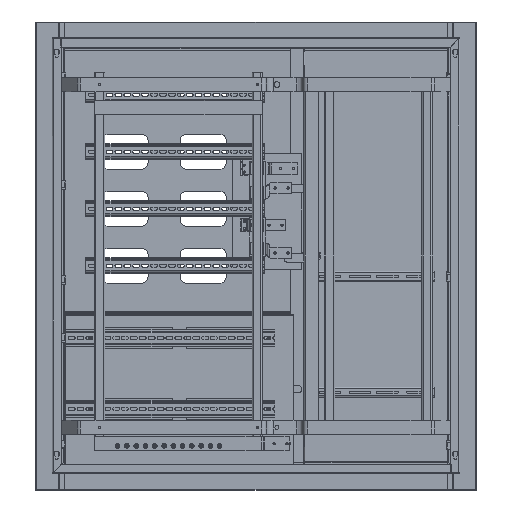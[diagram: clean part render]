
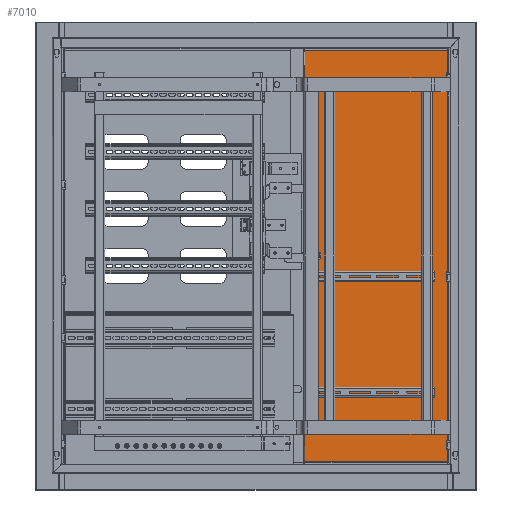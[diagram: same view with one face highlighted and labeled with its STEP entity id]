
A CAD part, left-side view. The second image highlights one B-rep face of the part: STEP entity #7010.
In plain terms, the highlighted face is planar.
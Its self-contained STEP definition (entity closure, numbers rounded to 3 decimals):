
#354 = CARTESIAN_POINT ( 'NONE',  ( -139., 455.149, -1. ) ) ;
#501 = EDGE_LOOP ( 'NONE', ( #39357, #14005, #9187, #35900 ) ) ;
#3034 = CARTESIAN_POINT ( 'NONE',  ( -161.7, 900.7, -1. ) ) ;
#3593 = DIRECTION ( 'NONE',  ( 0., 1., 0. ) ) ;
#3698 = LINE ( 'NONE', #70684, #12016 ) ;
#4010 = EDGE_CURVE ( 'NONE', #42335, #29621, #20652, .T. ) ;
#4476 = VECTOR ( 'NONE', #52648, 1000. ) ;
#6170 = ORIENTED_EDGE ( 'NONE', *, *, #70308, .T. ) ;
#7010 = ADVANCED_FACE ( 'NONE', ( #57433, #28117 ), #64785, .F. ) ;
#9187 = ORIENTED_EDGE ( 'NONE', *, *, #36767, .F. ) ;
#9234 = CARTESIAN_POINT ( 'NONE',  ( -130.5, 451.5, -1. ) ) ;
#9988 = CARTESIAN_POINT ( 'NONE',  ( -161.7, 2.3, -1. ) ) ;
#10884 = LINE ( 'NONE', #20367, #4476 ) ;
#11396 = AXIS2_PLACEMENT_3D ( 'NONE', #9234, #70086, #45894 ) ;
#11936 = EDGE_LOOP ( 'NONE', ( #6170, #57832, #62191, #64911 ) ) ;
#12016 = VECTOR ( 'NONE', #17218, 1000. ) ;
#13068 = CARTESIAN_POINT ( 'NONE',  ( 161.7, 900.7, -1. ) ) ;
#13444 = CARTESIAN_POINT ( 'NONE',  ( 164., 900.7, -1. ) ) ;
#14005 = ORIENTED_EDGE ( 'NONE', *, *, #31278, .F. ) ;
#15862 = LINE ( 'NONE', #63466, #61021 ) ;
#17218 = DIRECTION ( 'NONE',  ( 1., 0., 0. ) ) ;
#17385 = DIRECTION ( 'NONE',  ( 0., -1., 0. ) ) ;
#19539 = CARTESIAN_POINT ( 'NONE',  ( -130.5, 451.5, -1. ) ) ;
#19669 = LINE ( 'NONE', #13444, #60618 ) ;
#19924 = DIRECTION ( 'NONE',  ( 0., 0., 1. ) ) ;
#20367 = CARTESIAN_POINT ( 'NONE',  ( 161.7, 2.3, -1. ) ) ;
#20588 = VERTEX_POINT ( 'NONE', #47733 ) ;
#20652 = CIRCLE ( 'NONE', #48058, 9.25 ) ;
#28032 = EDGE_CURVE ( 'NONE', #47007, #52053, #19669, .T. ) ;
#28117 = FACE_OUTER_BOUND ( 'NONE', #501, .T. ) ;
#29621 = VERTEX_POINT ( 'NONE', #65266 ) ;
#31278 = EDGE_CURVE ( 'NONE', #31756, #63937, #3698, .T. ) ;
#31756 = VERTEX_POINT ( 'NONE', #9988 ) ;
#35122 = DIRECTION ( 'NONE',  ( 0., 0., 1. ) ) ;
#35900 = ORIENTED_EDGE ( 'NONE', *, *, #28032, .F. ) ;
#36767 = EDGE_CURVE ( 'NONE', #52053, #31756, #15862, .T. ) ;
#37487 = EDGE_CURVE ( 'NONE', #39198, #42335, #75387, .T. ) ;
#39198 = VERTEX_POINT ( 'NONE', #40156 ) ;
#39357 = ORIENTED_EDGE ( 'NONE', *, *, #61162, .F. ) ;
#39667 = VECTOR ( 'NONE', #3593, 1000. ) ;
#40156 = CARTESIAN_POINT ( 'NONE',  ( -122., 447.851, -1. ) ) ;
#40546 = DIRECTION ( 'NONE',  ( 0., -1., 0. ) ) ;
#40595 = DIRECTION ( 'NONE',  ( 1., 0., 0. ) ) ;
#42335 = VERTEX_POINT ( 'NONE', #71225 ) ;
#45894 = DIRECTION ( 'NONE',  ( 1., 0., 0. ) ) ;
#47007 = VERTEX_POINT ( 'NONE', #13068 ) ;
#47733 = CARTESIAN_POINT ( 'NONE',  ( -139., 447.851, -1. ) ) ;
#48058 = AXIS2_PLACEMENT_3D ( 'NONE', #19539, #19924, #62076 ) ;
#49723 = DIRECTION ( 'NONE',  ( -1., 0., 0. ) ) ;
#51293 = CIRCLE ( 'NONE', #11396, 9.25 ) ;
#52053 = VERTEX_POINT ( 'NONE', #3034 ) ;
#52648 = DIRECTION ( 'NONE',  ( 0., 1., 0. ) ) ;
#53487 = EDGE_CURVE ( 'NONE', #20588, #39198, #51293, .T. ) ;
#55857 = CARTESIAN_POINT ( 'NONE',  ( 161.7, 2.3, -1. ) ) ;
#57433 = FACE_BOUND ( 'NONE', #11936, .T. ) ;
#57832 = ORIENTED_EDGE ( 'NONE', *, *, #53487, .T. ) ;
#60618 = VECTOR ( 'NONE', #49723, 1000. ) ;
#61021 = VECTOR ( 'NONE', #17385, 1000. ) ;
#61162 = EDGE_CURVE ( 'NONE', #63937, #47007, #10884, .T. ) ;
#62076 = DIRECTION ( 'NONE',  ( 1., 0., 0. ) ) ;
#62191 = ORIENTED_EDGE ( 'NONE', *, *, #37487, .T. ) ;
#62904 = CARTESIAN_POINT ( 'NONE',  ( -122., 455.149, -1. ) ) ;
#63008 = AXIS2_PLACEMENT_3D ( 'NONE', #76133, #35122, #40595 ) ;
#63466 = CARTESIAN_POINT ( 'NONE',  ( -161.7, 903., -1. ) ) ;
#63937 = VERTEX_POINT ( 'NONE', #55857 ) ;
#64785 = PLANE ( 'NONE',  #63008 ) ;
#64911 = ORIENTED_EDGE ( 'NONE', *, *, #4010, .T. ) ;
#65266 = CARTESIAN_POINT ( 'NONE',  ( -139., 455.149, -1. ) ) ;
#70086 = DIRECTION ( 'NONE',  ( 0., 0., 1. ) ) ;
#70219 = LINE ( 'NONE', #354, #71112 ) ;
#70308 = EDGE_CURVE ( 'NONE', #29621, #20588, #70219, .T. ) ;
#70684 = CARTESIAN_POINT ( 'NONE',  ( -161.7, 2.3, -1. ) ) ;
#71112 = VECTOR ( 'NONE', #40546, 1000. ) ;
#71225 = CARTESIAN_POINT ( 'NONE',  ( -122., 455.149, -1. ) ) ;
#75387 = LINE ( 'NONE', #62904, #39667 ) ;
#76133 = CARTESIAN_POINT ( 'NONE',  ( 0., 0., -1. ) ) ;
